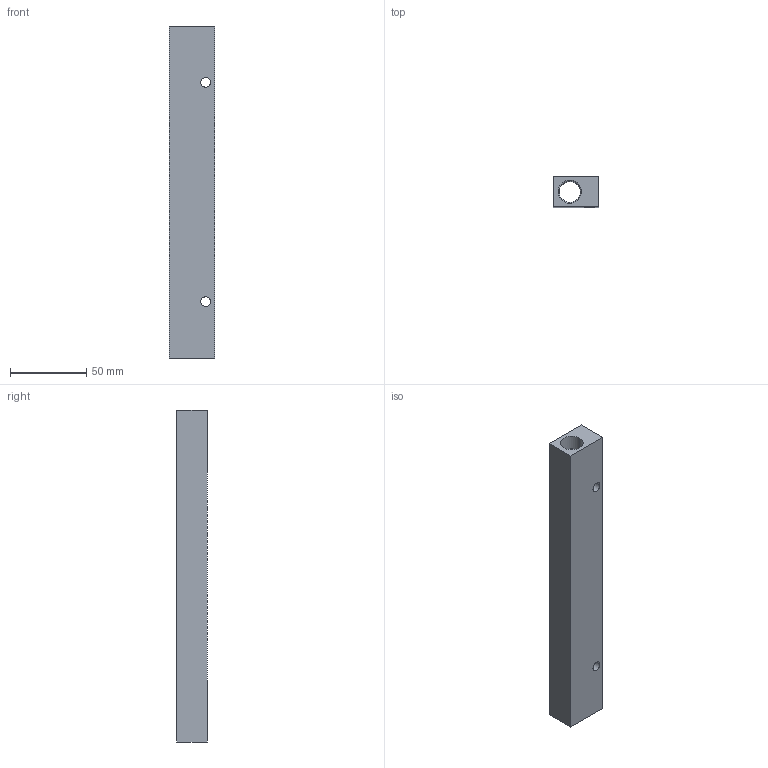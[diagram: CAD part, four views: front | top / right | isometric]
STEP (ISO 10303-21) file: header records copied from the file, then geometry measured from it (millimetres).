
FILE_DESCRIPTION(('STEP AP214'),'1');
FILE_NAME('3311_13_17_06.stp','2016-07-07T14:26:14',('TraceParts'),('TraceParts S.A.'),'Spatial InterOp 3D',' ',' ');
FILE_SCHEMA(('automotive_design'));
Length unit declared in the file: millimetre
Products named in the file (1): Import_e1
Bounding box: 30 x 20 x 218 mm (x, y, z)
Volume: 86993.4 mm3; surface area: 34624.7 mm2
Topology: 1 solids, 1 shells, 32 faces, 84 edges, 54 vertices
Faces by surface type: cylinder 22, plane 6, cone 4
Entity records: 1827 total; most frequent: CARTESIAN_POINT 711, DIRECTION 172, ORIENTED_EDGE 168, EDGE_CURVE 84, AXIS2_PLACEMENT_3D 67, VERTEX_POINT 54, EDGE_LOOP 50, LINE 38
